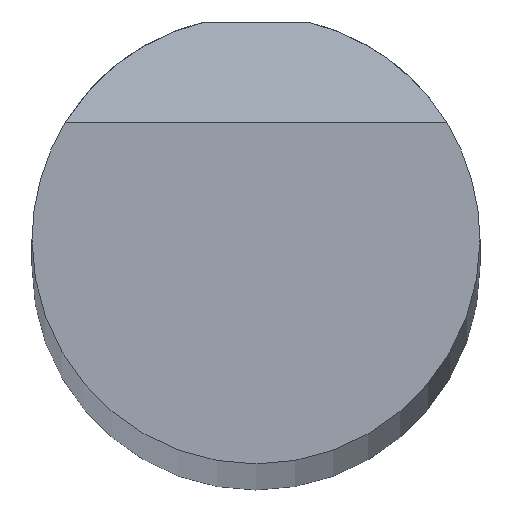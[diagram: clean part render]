
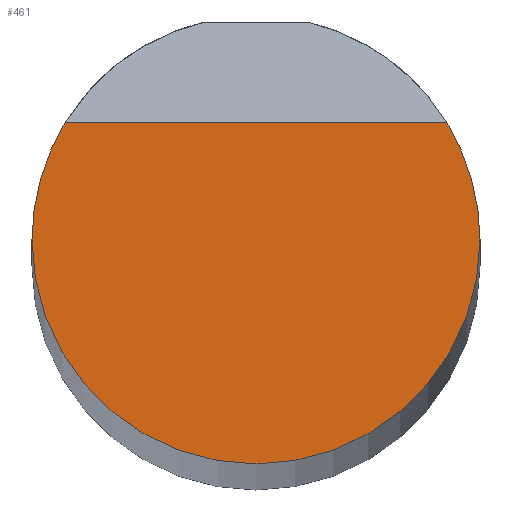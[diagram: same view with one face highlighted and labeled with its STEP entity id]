
A CAD part, top view. The second image highlights one B-rep face of the part: STEP entity #461.
In plain terms, the highlighted planar face has unit normal (0, 0, 1).
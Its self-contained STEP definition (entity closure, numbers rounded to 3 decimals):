
#461=ADVANCED_FACE('NONE',(#1342),#1343,.T.);
#1342=FACE_OUTER_BOUND('',#2640,.T.);
#1343=PLANE('',#2641);
#2640=EDGE_LOOP('',(#4795,#4796,#4797,#4798));
#2641=AXIS2_PLACEMENT_3D('',#4799,#4800,#4801);
#4795=ORIENTED_EDGE('',*,*,#9073,.F.);
#4796=ORIENTED_EDGE('',*,*,#8645,.T.);
#4797=ORIENTED_EDGE('',*,*,#8641,.T.);
#4798=ORIENTED_EDGE('',*,*,#8212,.T.);
#4799=CARTESIAN_POINT('',(0.0,0.0,500.0));
#4800=DIRECTION('',(0.0,0.0,1.0));
#4801=DIRECTION('',(1.0,-0.0,0.0));
#8212=EDGE_CURVE('NONE',#9927,#9928,#9929,.T.);
#8641=EDGE_CURVE('NONE',#10784,#9927,#10785,.T.);
#8645=EDGE_CURVE('NONE',#10790,#10784,#10791,.T.);
#9073=EDGE_CURVE('NONE',#10790,#9928,#11644,.T.);
#9927=VERTEX_POINT('NONE',#12498);
#9928=VERTEX_POINT('NONE',#12499);
#9929=CIRCLE('',#12500,7.5);
#10784=VERTEX_POINT('NONE',#15689);
#10785=CIRCLE('',#15690,7.5);
#10790=VERTEX_POINT('NONE',#15696);
#10791=CIRCLE('',#15697,7.5);
#11644=LINE('',#18883,#18884);
#12498=CARTESIAN_POINT('',(7.5,0.,500.0));
#12499=CARTESIAN_POINT('',(6.391,3.925,500.0));
#12500=AXIS2_PLACEMENT_3D('',#20162,#20163,#20164);
#15689=CARTESIAN_POINT('',(-7.5,0.0,500.0));
#15690=AXIS2_PLACEMENT_3D('',#20382,#20383,#20384);
#15696=CARTESIAN_POINT('',(-6.391,3.925,500.0));
#15697=AXIS2_PLACEMENT_3D('',#20389,#20390,#20391);
#18883=CARTESIAN_POINT('',(0.0,3.925,500.0));
#18884=VECTOR('',#20608,1000.0);
#20162=CARTESIAN_POINT('',(0.0,0.0,500.0));
#20163=DIRECTION('',(0.0,0.0,1.0));
#20164=DIRECTION('',(1.0,0.0,0.0));
#20382=CARTESIAN_POINT('',(0.0,0.0,500.0));
#20383=DIRECTION('',(0.0,0.0,1.0));
#20384=DIRECTION('',(1.0,0.0,0.0));
#20389=CARTESIAN_POINT('',(0.0,0.0,500.0));
#20390=DIRECTION('',(0.0,0.0,1.0));
#20391=DIRECTION('',(1.0,0.0,0.0));
#20608=DIRECTION('',(1.0,0.0,-0.0));
